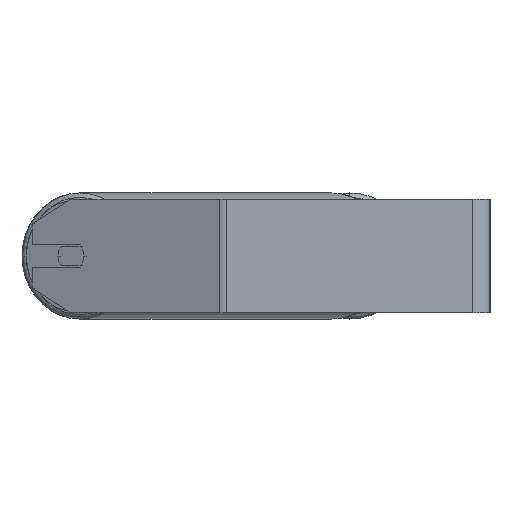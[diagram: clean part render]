
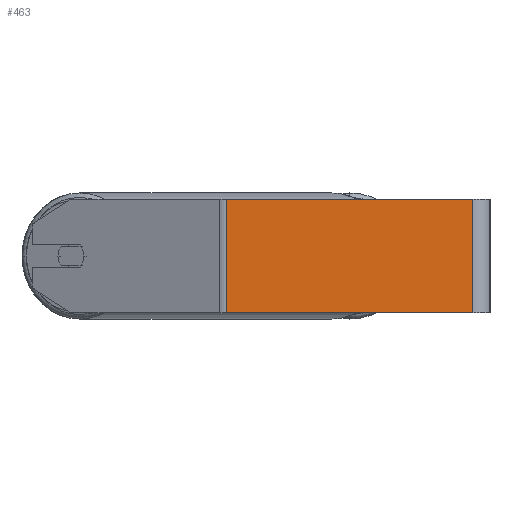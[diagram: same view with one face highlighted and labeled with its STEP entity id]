
A CAD part, left-side view. The second image highlights one B-rep face of the part: STEP entity #463.
In plain terms, the highlighted planar face has unit normal (-1, 0, 0).
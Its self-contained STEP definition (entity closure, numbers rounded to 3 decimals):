
#90 = LINE ( 'NONE', #6112, #5522 ) ;
#131 = VERTEX_POINT ( 'NONE', #1963 ) ;
#240 = ORIENTED_EDGE ( 'NONE', *, *, #8393, .T. ) ;
#277 = VERTEX_POINT ( 'NONE', #3428 ) ;
#299 = VERTEX_POINT ( 'NONE', #4126 ) ;
#463 = ADVANCED_FACE ( 'NONE', ( #7070 ), #2452, .F. ) ;
#474 = CARTESIAN_POINT ( 'NONE',  ( -700., 185.554, 40. ) ) ;
#943 = DIRECTION ( 'NONE',  ( 0., 0., -1. ) ) ;
#1013 = CARTESIAN_POINT ( 'NONE',  ( -700., 188.214, -40. ) ) ;
#1202 = EDGE_CURVE ( 'NONE', #299, #277, #5009, .T. ) ;
#1308 = ORIENTED_EDGE ( 'NONE', *, *, #6839, .T. ) ;
#1722 = LINE ( 'NONE', #1013, #8330 ) ;
#1746 = VERTEX_POINT ( 'NONE', #8694 ) ;
#1780 = CARTESIAN_POINT ( 'NONE',  ( -700., 188.214, 40. ) ) ;
#1963 = CARTESIAN_POINT ( 'NONE',  ( -700., 185.554, 40. ) ) ;
#2363 = EDGE_CURVE ( 'NONE', #131, #299, #90, .T. ) ;
#2452 = PLANE ( 'NONE',  #5108 ) ;
#2467 = DIRECTION ( 'NONE',  ( 0., -1., 0. ) ) ;
#2540 = VECTOR ( 'NONE', #7843, 1000. ) ;
#3428 = CARTESIAN_POINT ( 'NONE',  ( -700., 12., -40. ) ) ;
#3686 = ORIENTED_EDGE ( 'NONE', *, *, #1202, .F. ) ;
#3914 = DIRECTION ( 'NONE',  ( 0., 0., -1. ) ) ;
#4126 = CARTESIAN_POINT ( 'NONE',  ( -700., 12., 40. ) ) ;
#4196 = DIRECTION ( 'NONE',  ( 0., -1., 0. ) ) ;
#4484 = DIRECTION ( 'NONE',  ( 1., 0., 0. ) ) ;
#5009 = LINE ( 'NONE', #6423, #2540 ) ;
#5108 = AXIS2_PLACEMENT_3D ( 'NONE', #1780, #4484, #943 ) ;
#5446 = ORIENTED_EDGE ( 'NONE', *, *, #2363, .F. ) ;
#5522 = VECTOR ( 'NONE', #4196, 1000. ) ;
#6112 = CARTESIAN_POINT ( 'NONE',  ( -700., 188.214, 40. ) ) ;
#6262 = EDGE_LOOP ( 'NONE', ( #240, #3686, #5446, #1308 ) ) ;
#6423 = CARTESIAN_POINT ( 'NONE',  ( -700., 12., 40. ) ) ;
#6839 = EDGE_CURVE ( 'NONE', #131, #1746, #8701, .T. ) ;
#7070 = FACE_OUTER_BOUND ( 'NONE', #6262, .T. ) ;
#7843 = DIRECTION ( 'NONE',  ( 0., 0., -1. ) ) ;
#8330 = VECTOR ( 'NONE', #2467, 1000. ) ;
#8332 = VECTOR ( 'NONE', #3914, 1000. ) ;
#8393 = EDGE_CURVE ( 'NONE', #1746, #277, #1722, .T. ) ;
#8694 = CARTESIAN_POINT ( 'NONE',  ( -700., 185.554, -40. ) ) ;
#8701 = LINE ( 'NONE', #474, #8332 ) ;
